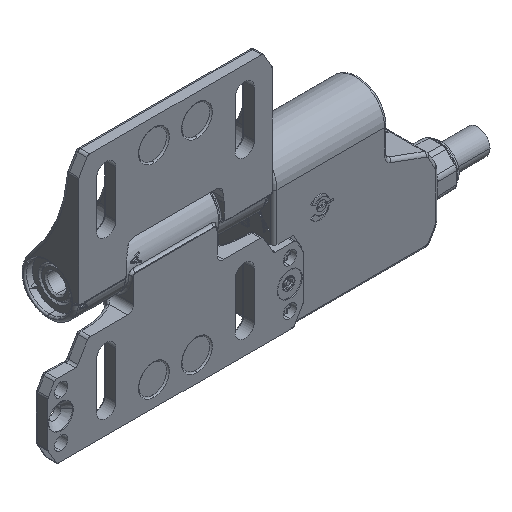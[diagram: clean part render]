
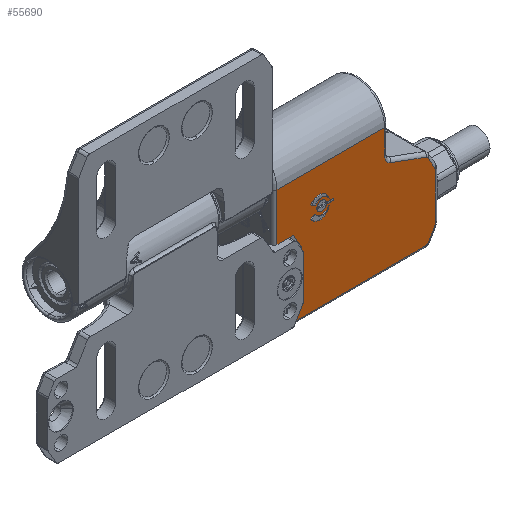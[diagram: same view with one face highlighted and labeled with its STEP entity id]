
A CAD part, isometric view. The second image highlights one B-rep face of the part: STEP entity #55690.
In plain terms, the highlighted planar face has unit normal (0, -1, 0).
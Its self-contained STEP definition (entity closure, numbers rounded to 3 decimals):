
#1243=DIRECTION('',(0.,0.,1.));
#1244=VECTOR('',#1243,15.5);
#1245=CARTESIAN_POINT('',(33.5,-9.5,-15.5));
#1246=LINE('',#1245,#1244);
#2060=CARTESIAN_POINT('',(81.845,-9.5,-39.));
#2061=DIRECTION('',(0.,1.,0.));
#2062=DIRECTION('',(0.866,0.,-0.5));
#2063=AXIS2_PLACEMENT_3D('',#2060,#2061,#2062);
#2076=DIRECTION('',(-1.,0.,0.));
#2077=VECTOR('',#2076,42.468);
#2078=CARTESIAN_POINT('',(81.845,-9.5,-40.));
#2079=LINE('',#2078,#2077);
#2111=DIRECTION('',(0.5,0.,0.866));
#2112=VECTOR('',#2111,4.445);
#2113=CARTESIAN_POINT('',(39.377,-9.5,-40.));
#2114=LINE('',#2113,#2112);
#2118=DIRECTION('',(0.,0.,1.));
#2119=VECTOR('',#2118,15.801);
#2120=CARTESIAN_POINT('',(41.6,-9.5,-36.15));
#2121=LINE('',#2120,#2119);
#2125=DIRECTION('',(-0.5,0.,0.866));
#2126=VECTOR('',#2125,5.6);
#2127=CARTESIAN_POINT('',(41.6,-9.5,-20.35));
#2128=LINE('',#2127,#2126);
#2132=DIRECTION('',(1.,0.,0.));
#2133=VECTOR('',#2132,5.3);
#2134=CARTESIAN_POINT('',(33.5,-9.5,-15.5));
#2135=LINE('',#2134,#2133);
#2139=DIRECTION('',(1.,0.,0.));
#2140=VECTOR('',#2139,35.);
#2141=CARTESIAN_POINT('',(33.5,-9.5,0.));
#2142=LINE('',#2141,#2140);
#2146=CARTESIAN_POINT('',(48.,-9.5,-11.8));
#2147=DIRECTION('',(0.,-1.,0.));
#2148=DIRECTION('',(1.,0.,0.));
#2149=AXIS2_PLACEMENT_3D('',#2146,#2147,#2148);
#2154=CARTESIAN_POINT('',(48.,-9.5,-11.8));
#2155=DIRECTION('',(0.,-1.,0.));
#2156=DIRECTION('',(-1.,0.,0.));
#2157=AXIS2_PLACEMENT_3D('',#2154,#2155,#2156);
#2162=DIRECTION('',(1.,0.,0.));
#2163=VECTOR('',#2162,1.5);
#2164=CARTESIAN_POINT('',(50.05,-9.5,-12.05));
#2165=LINE('',#2164,#2163);
#2169=CARTESIAN_POINT('',(51.55,-9.5,-11.8));
#2170=DIRECTION('',(0.,-1.,0.));
#2171=DIRECTION('',(0.,0.,-1.));
#2172=AXIS2_PLACEMENT_3D('',#2169,#2170,#2171);
#2177=DIRECTION('',(-1.,0.,0.));
#2178=VECTOR('',#2177,1.5);
#2179=CARTESIAN_POINT('',(51.55,-9.5,-11.55));
#2180=LINE('',#2179,#2178);
#2184=CARTESIAN_POINT('',(50.05,-9.5,-11.8));
#2185=DIRECTION('',(0.,-1.,0.));
#2186=DIRECTION('',(0.,0.,1.));
#2187=AXIS2_PLACEMENT_3D('',#2184,#2185,#2186);
#2192=DIRECTION('',(-0.866,0.,-0.5));
#2193=VECTOR('',#2192,1.5);
#2194=CARTESIAN_POINT('',(45.835,-9.5,-13.05));
#2195=LINE('',#2194,#2193);
#2199=CARTESIAN_POINT('',(47.221,-9.5,-12.25));
#2200=DIRECTION('',(0.,-1.,0.));
#2201=DIRECTION('',(-0.866,0.,-0.5));
#2202=AXIS2_PLACEMENT_3D('',#2199,#2200,#2201);
#2207=CARTESIAN_POINT('',(48.,-9.5,-11.8));
#2208=DIRECTION('',(0.,-1.,0.));
#2209=DIRECTION('',(-0.866,0.,-0.5));
#2210=AXIS2_PLACEMENT_3D('',#2207,#2208,#2209);
#2215=CARTESIAN_POINT('',(48.,-9.5,-11.8));
#2216=DIRECTION('',(0.,-1.,0.));
#2217=DIRECTION('',(0.903,0.,0.43));
#2218=AXIS2_PLACEMENT_3D('',#2215,#2216,#2217);
#2223=CARTESIAN_POINT('',(47.221,-9.5,-11.35));
#2224=DIRECTION('',(0.,-1.,0.));
#2225=DIRECTION('',(0.979,0.,0.202));
#2226=AXIS2_PLACEMENT_3D('',#2223,#2224,#2225);
#2231=DIRECTION('',(0.866,0.,-0.5));
#2232=VECTOR('',#2231,1.5);
#2233=CARTESIAN_POINT('',(44.536,-9.5,-9.8));
#2234=LINE('',#2233,#2232);
#4148=DIRECTION('',(0.94,0.,-0.342));
#4149=VECTOR('',#4148,12.238);
#4150=CARTESIAN_POINT('',(70.474,-9.5,-10.919));
#4151=LINE('',#4150,#4149);
#4171=CARTESIAN_POINT('',(81.632,-9.5,-16.044));
#4172=DIRECTION('',(0.,1.,0.));
#4173=DIRECTION('',(0.342,0.,0.94));
#4174=AXIS2_PLACEMENT_3D('',#4171,#4172,#4173);
#4223=DIRECTION('',(0.5,0.,-0.866));
#4224=VECTOR('',#4223,4.736);
#4225=CARTESIAN_POINT('',(82.498,-9.5,-15.544));
#4226=LINE('',#4225,#4224);
#4246=CARTESIAN_POINT('',(84.,-9.5,-20.146));
#4247=DIRECTION('',(0.,1.,0.));
#4248=DIRECTION('',(0.866,0.,0.5));
#4249=AXIS2_PLACEMENT_3D('',#4246,#4247,#4248);
#5363=DIRECTION('',(0.,0.,-1.));
#5364=VECTOR('',#5363,15.122);
#5365=CARTESIAN_POINT('',(85.,-9.5,-20.146));
#5366=LINE('',#5365,#5364);
#5990=CARTESIAN_POINT('',(84.,-9.5,-35.268));
#5991=DIRECTION('',(0.,1.,0.));
#5992=DIRECTION('',(1.,0.,0.));
#5993=AXIS2_PLACEMENT_3D('',#5990,#5991,#5992);
#6013=DIRECTION('',(-0.5,0.,-0.866));
#6014=VECTOR('',#6013,4.309);
#6015=CARTESIAN_POINT('',(84.866,-9.5,-35.768));
#6016=LINE('',#6015,#6014);
#6357=CARTESIAN_POINT('',(71.5,-9.5,-8.1));
#6358=DIRECTION('',(0.,-1.,0.));
#6359=DIRECTION('',(-1.,0.,0.));
#6360=AXIS2_PLACEMENT_3D('',#6357,#6358,#6359);
#6394=DIRECTION('',(0.,0.,-1.));
#6395=VECTOR('',#6394,8.1);
#6396=CARTESIAN_POINT('',(68.5,-9.5,0.));
#6397=LINE('',#6396,#6395);
#48269=CARTESIAN_POINT('',(41.6,-9.5,-36.15));
#48270=CARTESIAN_POINT('',(41.6,-9.5,-20.35));
#48271=VERTEX_POINT('',#48269);
#48272=VERTEX_POINT('',#48270);
#48275=CARTESIAN_POINT('',(38.8,-9.5,-15.5));
#48276=VERTEX_POINT('',#48275);
#48441=CARTESIAN_POINT('',(81.845,-9.5,-40.));
#48442=CARTESIAN_POINT('',(39.377,-9.5,-40.));
#48443=VERTEX_POINT('',#48441);
#48444=VERTEX_POINT('',#48442);
#48451=CARTESIAN_POINT('',(82.711,-9.5,-39.5));
#48452=VERTEX_POINT('',#48451);
#48455=CARTESIAN_POINT('',(84.866,-9.5,-35.768));
#48456=VERTEX_POINT('',#48455);
#48459=CARTESIAN_POINT('',(85.,-9.5,-35.268));
#48460=VERTEX_POINT('',#48459);
#48461=CARTESIAN_POINT('',(85.,-9.5,-20.146));
#48462=VERTEX_POINT('',#48461);
#48467=CARTESIAN_POINT('',(84.866,-9.5,-19.646));
#48468=VERTEX_POINT('',#48467);
#48471=CARTESIAN_POINT('',(82.498,-9.5,-15.544));
#48472=VERTEX_POINT('',#48471);
#48475=CARTESIAN_POINT('',(81.974,-9.5,-15.104));
#48476=VERTEX_POINT('',#48475);
#48479=CARTESIAN_POINT('',(70.474,-9.5,-10.919));
#48480=VERTEX_POINT('',#48479);
#48483=CARTESIAN_POINT('',(68.5,-9.5,-8.1));
#48484=VERTEX_POINT('',#48483);
#48487=CARTESIAN_POINT('',(68.5,-9.5,0.));
#48488=VERTEX_POINT('',#48487);
#48497=CARTESIAN_POINT('',(33.5,-9.5,0.));
#48499=VERTEX_POINT('',#48497);
#48503=CARTESIAN_POINT('',(33.5,-9.5,-15.5));
#48504=VERTEX_POINT('',#48503);
#48573=CARTESIAN_POINT('',(50.05,-9.5,-12.05));
#48574=CARTESIAN_POINT('',(51.55,-9.5,-12.05));
#48575=VERTEX_POINT('',#48573);
#48576=VERTEX_POINT('',#48574);
#48577=CARTESIAN_POINT('',(51.55,-9.5,-11.55));
#48578=VERTEX_POINT('',#48577);
#48579=CARTESIAN_POINT('',(50.05,-9.5,-11.55));
#48580=VERTEX_POINT('',#48579);
#48593=CARTESIAN_POINT('',(45.835,-9.5,-13.05));
#48594=CARTESIAN_POINT('',(44.536,-9.5,-13.8));
#48595=VERTEX_POINT('',#48593);
#48596=VERTEX_POINT('',#48594);
#48597=CARTESIAN_POINT('',(50.257,-9.5,-12.876));
#48598=VERTEX_POINT('',#48597);
#48599=CARTESIAN_POINT('',(50.257,-9.5,-10.724));
#48600=CARTESIAN_POINT('',(45.835,-9.5,-10.55));
#48601=VERTEX_POINT('',#48599);
#48602=VERTEX_POINT('',#48600);
#48603=CARTESIAN_POINT('',(44.536,-9.5,-9.8));
#48604=VERTEX_POINT('',#48603);
#48609=CARTESIAN_POINT('',(49.55,-9.5,-11.8));
#48610=CARTESIAN_POINT('',(46.45,-9.5,-11.8));
#48611=VERTEX_POINT('',#48609);
#48612=VERTEX_POINT('',#48610);
#55621=CARTESIAN_POINT('',(32.5,-9.5,0.));
#55622=DIRECTION('',(0.,-1.,0.));
#55623=DIRECTION('',(0.,0.,-1.));
#55624=AXIS2_PLACEMENT_3D('',#55621,#55622,#55623);
#55625=PLANE('',#55624);
#55626=ORIENTED_EDGE('',*,*,#55605,.T.);
#55628=ORIENTED_EDGE('',*,*,#55627,.T.);
#55630=ORIENTED_EDGE('',*,*,#55629,.T.);
#55632=ORIENTED_EDGE('',*,*,#55631,.T.);
#55633=ORIENTED_EDGE('',*,*,#54763,.F.);
#55634=ORIENTED_EDGE('',*,*,#54787,.T.);
#55636=ORIENTED_EDGE('',*,*,#55635,.T.);
#55638=ORIENTED_EDGE('',*,*,#55637,.T.);
#55640=ORIENTED_EDGE('',*,*,#55639,.T.);
#55642=ORIENTED_EDGE('',*,*,#55641,.T.);
#55644=ORIENTED_EDGE('',*,*,#55643,.T.);
#55646=ORIENTED_EDGE('',*,*,#55645,.T.);
#55648=ORIENTED_EDGE('',*,*,#55647,.T.);
#55650=ORIENTED_EDGE('',*,*,#55649,.T.);
#55652=ORIENTED_EDGE('',*,*,#55651,.T.);
#55654=ORIENTED_EDGE('',*,*,#55653,.T.);
#55655=ORIENTED_EDGE('',*,*,#55586,.T.);
#55656=EDGE_LOOP('',(#55626,#55628,#55630,#55632,#55633,#55634,#55636,#55638,
#55640,#55642,#55644,#55646,#55648,#55650,#55652,#55654,#55655));
#55657=FACE_OUTER_BOUND('',#55656,.F.);
#55659=ORIENTED_EDGE('',*,*,#55658,.T.);
#55661=ORIENTED_EDGE('',*,*,#55660,.T.);
#55662=EDGE_LOOP('',(#55659,#55661));
#55663=FACE_BOUND('',#55662,.F.);
#55665=ORIENTED_EDGE('',*,*,#55664,.T.);
#55667=ORIENTED_EDGE('',*,*,#55666,.T.);
#55669=ORIENTED_EDGE('',*,*,#55668,.T.);
#55671=ORIENTED_EDGE('',*,*,#55670,.T.);
#55672=EDGE_LOOP('',(#55665,#55667,#55669,#55671));
#55673=FACE_BOUND('',#55672,.F.);
#55675=ORIENTED_EDGE('',*,*,#55674,.T.);
#55677=ORIENTED_EDGE('',*,*,#55676,.T.);
#55679=ORIENTED_EDGE('',*,*,#55678,.F.);
#55680=EDGE_LOOP('',(#55675,#55677,#55679));
#55681=FACE_BOUND('',#55680,.F.);
#55683=ORIENTED_EDGE('',*,*,#55682,.F.);
#55685=ORIENTED_EDGE('',*,*,#55684,.T.);
#55687=ORIENTED_EDGE('',*,*,#55686,.T.);
#55688=EDGE_LOOP('',(#55683,#55685,#55687));
#55689=FACE_BOUND('',#55688,.F.);
#55690=ADVANCED_FACE('',(#55657,#55663,#55673,#55681,#55689),#55625,.T.);
#2064=CIRCLE('',#2063,1.);
#2150=CIRCLE('',#2149,1.55);
#2158=CIRCLE('',#2157,1.55);
#2173=CIRCLE('',#2172,0.25);
#2188=CIRCLE('',#2187,0.25);
#2203=CIRCLE('',#2202,3.1);
#2211=CIRCLE('',#2210,2.5);
#2219=CIRCLE('',#2218,2.5);
#2227=CIRCLE('',#2226,3.1);
#4175=CIRCLE('',#4174,1.);
#4250=CIRCLE('',#4249,1.);
#5994=CIRCLE('',#5993,1.);
#6361=CIRCLE('',#6360,3.);
#54763=EDGE_CURVE('',#48504,#48276,#2135,.T.);
#54787=EDGE_CURVE('',#48504,#48499,#1246,.T.);
#55586=EDGE_CURVE('',#48452,#48443,#2064,.T.);
#55605=EDGE_CURVE('',#48443,#48444,#2079,.T.);
#55627=EDGE_CURVE('',#48444,#48271,#2114,.T.);
#55629=EDGE_CURVE('',#48271,#48272,#2121,.T.);
#55631=EDGE_CURVE('',#48272,#48276,#2128,.T.);
#55635=EDGE_CURVE('',#48499,#48488,#2142,.T.);
#55637=EDGE_CURVE('',#48488,#48484,#6397,.T.);
#55639=EDGE_CURVE('',#48484,#48480,#6361,.T.);
#55641=EDGE_CURVE('',#48480,#48476,#4151,.T.);
#55643=EDGE_CURVE('',#48476,#48472,#4175,.T.);
#55645=EDGE_CURVE('',#48472,#48468,#4226,.T.);
#55647=EDGE_CURVE('',#48468,#48462,#4250,.T.);
#55649=EDGE_CURVE('',#48462,#48460,#5366,.T.);
#55651=EDGE_CURVE('',#48460,#48456,#5994,.T.);
#55653=EDGE_CURVE('',#48456,#48452,#6016,.T.);
#55658=EDGE_CURVE('',#48611,#48612,#2150,.T.);
#55660=EDGE_CURVE('',#48612,#48611,#2158,.T.);
#55664=EDGE_CURVE('',#48575,#48576,#2165,.T.);
#55666=EDGE_CURVE('',#48576,#48578,#2173,.T.);
#55668=EDGE_CURVE('',#48578,#48580,#2180,.T.);
#55670=EDGE_CURVE('',#48580,#48575,#2188,.T.);
#55674=EDGE_CURVE('',#48595,#48596,#2195,.T.);
#55676=EDGE_CURVE('',#48596,#48598,#2203,.T.);
#55678=EDGE_CURVE('',#48595,#48598,#2211,.T.);
#55682=EDGE_CURVE('',#48601,#48602,#2219,.T.);
#55684=EDGE_CURVE('',#48601,#48604,#2227,.T.);
#55686=EDGE_CURVE('',#48604,#48602,#2234,.T.);
